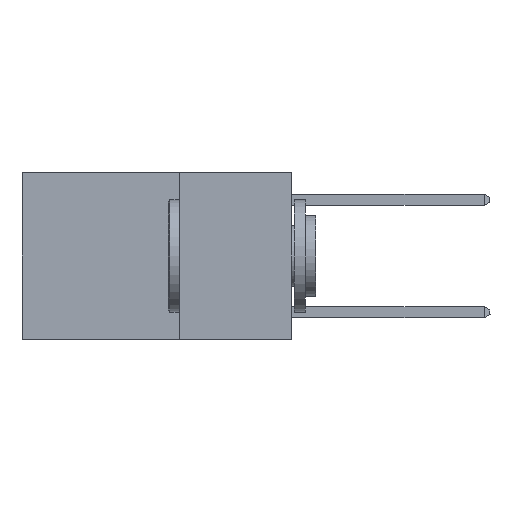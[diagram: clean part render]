
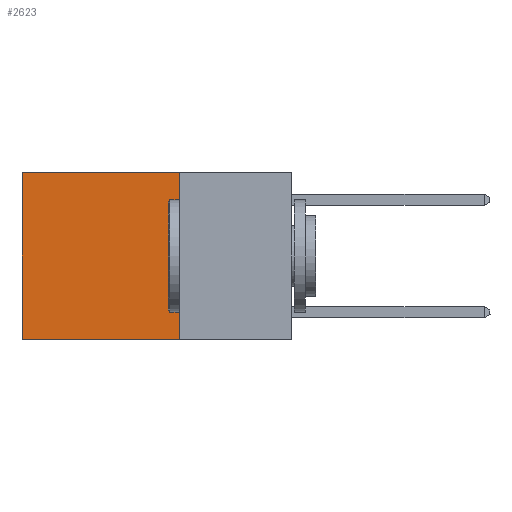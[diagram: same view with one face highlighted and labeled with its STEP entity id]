
A CAD part, left-side view. The second image highlights one B-rep face of the part: STEP entity #2623.
In plain terms, the highlighted planar face has unit normal (-1, 0, 0).
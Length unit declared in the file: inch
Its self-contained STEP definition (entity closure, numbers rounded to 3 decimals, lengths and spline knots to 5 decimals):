
#130 = EDGE_LOOP ( 'NONE', ( #8329, #5425, #5229, #22047 ) ) ;
#596 = CARTESIAN_POINT ( 'NONE',  ( 0.2625, 0.6, -0.37 ) ) ;
#907 = EDGE_CURVE ( 'NONE', #2272, #7971, #11057, .T. ) ;
#1073 = DIRECTION ( 'NONE',  ( 0., 0., -1. ) ) ;
#2272 = VERTEX_POINT ( 'NONE', #17061 ) ;
#2623 = ADVANCED_FACE ( 'NONE', ( #18943 ), #19906, .F. ) ;
#3539 = DIRECTION ( 'NONE',  ( 0., 0., -1. ) ) ;
#5229 = ORIENTED_EDGE ( 'NONE', *, *, #18086, .F. ) ;
#5286 = VECTOR ( 'NONE', #3539, 39.37008 ) ;
#5425 = ORIENTED_EDGE ( 'NONE', *, *, #907, .F. ) ;
#5906 = LINE ( 'NONE', #13009, #5286 ) ;
#5980 = VECTOR ( 'NONE', #11598, 39.37008 ) ;
#7858 = CARTESIAN_POINT ( 'NONE',  ( 0.2625, 0.25, 0. ) ) ;
#7971 = VERTEX_POINT ( 'NONE', #596 ) ;
#8329 = ORIENTED_EDGE ( 'NONE', *, *, #21129, .T. ) ;
#9460 = VERTEX_POINT ( 'NONE', #16882 ) ;
#11057 = LINE ( 'NONE', #22860, #5980 ) ;
#11598 = DIRECTION ( 'NONE',  ( 0., 1., 0. ) ) ;
#12066 = LINE ( 'NONE', #23770, #16482 ) ;
#12428 = DIRECTION ( 'NONE',  ( 1., 0., 0. ) ) ;
#12752 = EDGE_CURVE ( 'NONE', #16511, #9460, #12066, .T. ) ;
#13009 = CARTESIAN_POINT ( 'NONE',  ( 0.2625, 0.6, 0. ) ) ;
#14391 = DIRECTION ( 'NONE',  ( 0., 1., 0. ) ) ;
#16185 = VECTOR ( 'NONE', #19624, 39.37008 ) ;
#16482 = VECTOR ( 'NONE', #14391, 39.37008 ) ;
#16511 = VERTEX_POINT ( 'NONE', #7858 ) ;
#16882 = CARTESIAN_POINT ( 'NONE',  ( 0.2625, 0.6, 0. ) ) ;
#17061 = CARTESIAN_POINT ( 'NONE',  ( 0.2625, 0.25, -0.37 ) ) ;
#17584 = AXIS2_PLACEMENT_3D ( 'NONE', #23702, #12428, #1073 ) ;
#18086 = EDGE_CURVE ( 'NONE', #16511, #2272, #21746, .T. ) ;
#18943 = FACE_OUTER_BOUND ( 'NONE', #130, .T. ) ;
#19624 = DIRECTION ( 'NONE',  ( 0., 0., -1. ) ) ;
#19906 = PLANE ( 'NONE',  #17584 ) ;
#21129 = EDGE_CURVE ( 'NONE', #9460, #7971, #5906, .T. ) ;
#21746 = LINE ( 'NONE', #23332, #16185 ) ;
#22047 = ORIENTED_EDGE ( 'NONE', *, *, #12752, .T. ) ;
#22860 = CARTESIAN_POINT ( 'NONE',  ( 0.2625, 0.25, -0.37 ) ) ;
#23332 = CARTESIAN_POINT ( 'NONE',  ( 0.2625, 0.25, 0. ) ) ;
#23702 = CARTESIAN_POINT ( 'NONE',  ( 0.2625, 0.25, 0. ) ) ;
#23770 = CARTESIAN_POINT ( 'NONE',  ( 0.2625, 0.25, 0. ) ) ;
